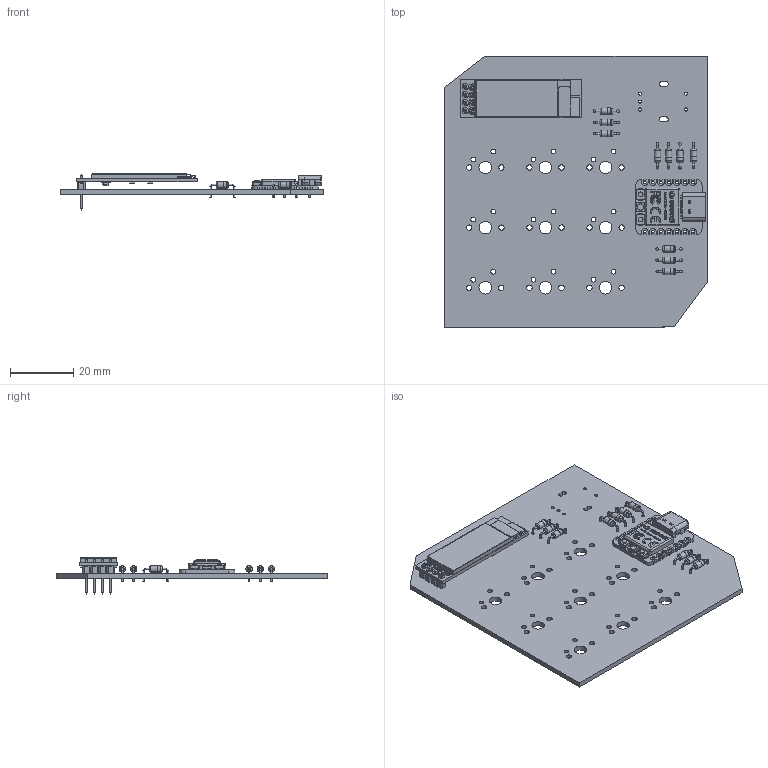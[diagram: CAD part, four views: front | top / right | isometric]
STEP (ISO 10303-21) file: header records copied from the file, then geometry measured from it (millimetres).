
FILE_DESCRIPTION(('KiCad electronic assembly'),'2;1');
FILE_NAME('HC Hackpad 1.2.step','2024-10-20T21:30:52',('Pcbnew'),( 'Kicad'),'Open CASCADE STEP processor 7.8','KiCad to STEP converter' ,'Unknown');
FILE_SCHEMA(('AUTOMOTIVE_DESIGN { 1 0 10303 214 1 1 1 1 }'));
Length unit declared in the file: millimetre
Products named in the file (8): HC Hackpad 1.2 1; Diode_DO-35; D_DO-35_SOD27_P7.62mm_Horizontal; OLED_128x32; OLED_0.91_128x32; Seeed_XIAO_RP2040; Seeed Studio XIAO RP2040 v26; _autosave-HC Hackpad 1.2_PCB
Assembly tree (16 placements, depth 3):
  HC Hackpad 1.2 1
    Diode_DO-35  x10
      D_DO-35_SOD27_P7.62mm_Horizontal
    OLED_128x32
      OLED_0.91_128x32
    Seeed_XIAO_RP2040
      Seeed Studio XIAO RP2040 v26
    _autosave-HC Hackpad 1.2_PCB
Bounding box: 83.5 x 85.97 x 11.46 mm (x, y, z)
Volume: 12931.2 mm3; surface area: 19215.9 mm2
Topology: 156 solids, 156 shells, 2638 faces, 6587 edges, 4298 vertices
Faces by surface type: plane 1747, cylinder 518, bspline 305, torus 52, sphere 10, cone 6
Full cylindrical faces by diameter (mm): 0.4 x1, 0.5 x32, 0.8 x34, 1 x27, 1.5 x20, 1.7 x18, 2 x29, 2.02 x10, 4 x9
Entity records: 77289 total; most frequent: CARTESIAN_POINT 17106, ORIENTED_EDGE 12726, DIRECTION 11111, EDGE_CURVE 6363, LINE 4783, VECTOR 4783, VERTEX_POINT 4172, AXIS2_PLACEMENT_3D 3164
